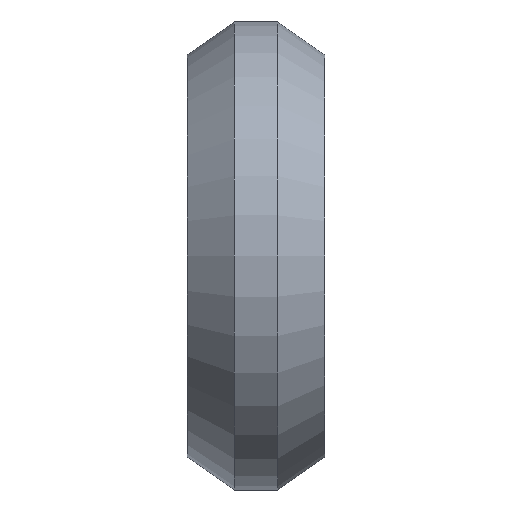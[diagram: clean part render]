
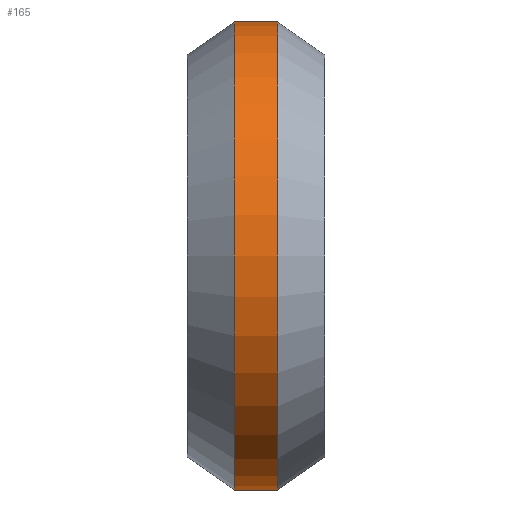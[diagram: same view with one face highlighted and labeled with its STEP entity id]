
A CAD part, left-side view. The second image highlights one B-rep face of the part: STEP entity #165.
In plain terms, the highlighted cylindrical face has radius 8.5 mm (diameter 17 mm), a partial arc.
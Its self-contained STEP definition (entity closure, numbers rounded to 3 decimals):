
#41 = VERTEX_POINT('',#42);
#42 = CARTESIAN_POINT('',(-6.5,-0.788,8.5
    ));
#48 = EDGE_CURVE('',#49,#41,#51,.T.);
#49 = VERTEX_POINT('',#50);
#50 = CARTESIAN_POINT('',(-6.5,0.788,8.5)
  );
#51 = LINE('',#52,#53);
#52 = CARTESIAN_POINT('',(-6.5,0.788,8.5)
  );
#53 = VECTOR('',#54,1.);
#54 = DIRECTION('',(0.,-1.,0.));
#143 = VERTEX_POINT('',#144);
#144 = CARTESIAN_POINT('',(-6.5,-0.788,
    -8.5));
#150 = EDGE_CURVE('',#41,#143,#151,.T.);
#151 = CIRCLE('',#152,8.5);
#152 = AXIS2_PLACEMENT_3D('',#153,#154,#155);
#153 = CARTESIAN_POINT('',(-6.5,-0.788,0.));
#154 = DIRECTION('',(0.,-1.,0.));
#155 = DIRECTION('',(1.,0.,
    0.));
#165 = ADVANCED_FACE('',(#166),#185,.T.);
#166 = FACE_BOUND('',#167,.T.);
#167 = EDGE_LOOP('',(#168,#169,#170,#179));
#168 = ORIENTED_EDGE('',*,*,#150,.F.);
#169 = ORIENTED_EDGE('',*,*,#48,.F.);
#170 = ORIENTED_EDGE('',*,*,#171,.T.);
#171 = EDGE_CURVE('',#49,#172,#174,.T.);
#172 = VERTEX_POINT('',#173);
#173 = CARTESIAN_POINT('',(-6.5,0.788,
    -8.5));
#174 = CIRCLE('',#175,8.5);
#175 = AXIS2_PLACEMENT_3D('',#176,#177,#178);
#176 = CARTESIAN_POINT('',(-6.5,0.788,0.));
#177 = DIRECTION('',(0.,-1.,0.));
#178 = DIRECTION('',(1.,0.,
    0.));
#179 = ORIENTED_EDGE('',*,*,#180,.T.);
#180 = EDGE_CURVE('',#172,#143,#181,.T.);
#181 = LINE('',#182,#183);
#182 = CARTESIAN_POINT('',(-6.5,0.788,
    -8.5));
#183 = VECTOR('',#184,1.);
#184 = DIRECTION('',(0.,-1.,0.));
#185 = CYLINDRICAL_SURFACE('',#186,8.5);
#186 = AXIS2_PLACEMENT_3D('',#187,#188,#189);
#187 = CARTESIAN_POINT('',(-6.5,0.788,0.));
#188 = DIRECTION('',(0.,-1.,0.));
#189 = DIRECTION('',(1.,0.,
    0.));
